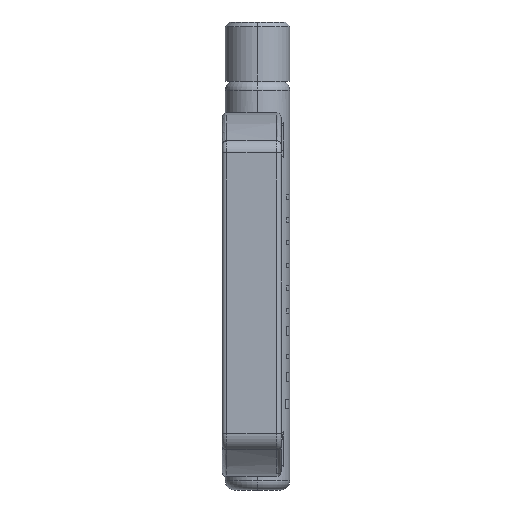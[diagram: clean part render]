
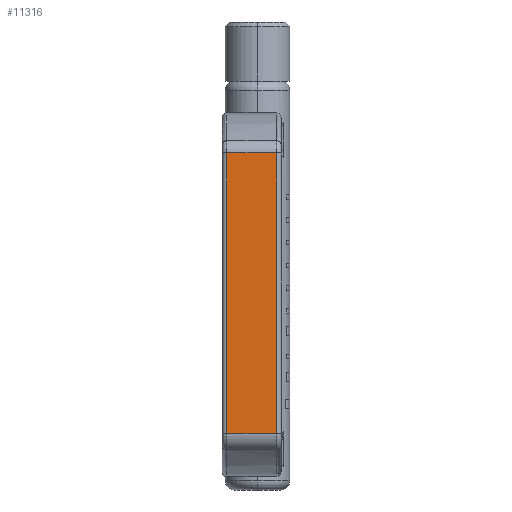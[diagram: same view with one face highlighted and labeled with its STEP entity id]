
A CAD part, left-side view. The second image highlights one B-rep face of the part: STEP entity #11316.
In plain terms, the highlighted planar face has unit normal (-1, 0, 0).
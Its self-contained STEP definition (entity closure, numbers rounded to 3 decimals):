
#373 = CARTESIAN_POINT ( 'NONE',  ( -52.1, 7.8, 0. ) ) ;
#379 = EDGE_CURVE ( 'NONE', #13422, #1698, #17195, .T. ) ;
#535 = VECTOR ( 'NONE', #12593, 1000. ) ;
#1177 = FACE_OUTER_BOUND ( 'NONE', #18449, .T. ) ;
#1453 = EDGE_CURVE ( 'NONE', #13127, #1698, #6575, .T. ) ;
#1698 = VERTEX_POINT ( 'NONE', #16224 ) ;
#2315 = CARTESIAN_POINT ( 'NONE',  ( -52.1, 7.8, 12.44 ) ) ;
#2595 = DIRECTION ( 'NONE',  ( 0., -1., 0. ) ) ;
#3439 = DIRECTION ( 'NONE',  ( 0., 0., -1. ) ) ;
#3627 = CARTESIAN_POINT ( 'NONE',  ( -52.1, 7.8, 74.18 ) ) ;
#4252 = ORIENTED_EDGE ( 'NONE', *, *, #9564, .T. ) ;
#5077 = VERTEX_POINT ( 'NONE', #12835 ) ;
#6201 = PLANE ( 'NONE',  #11997 ) ;
#6243 = VECTOR ( 'NONE', #2595, 1000. ) ;
#6575 = LINE ( 'NONE', #3627, #535 ) ;
#7649 = CARTESIAN_POINT ( 'NONE',  ( -52.1, 6.8, 74.18 ) ) ;
#9564 = EDGE_CURVE ( 'NONE', #5077, #13422, #10094, .T. ) ;
#10094 = LINE ( 'NONE', #2315, #6243 ) ;
#10733 = DIRECTION ( 'NONE',  ( 1., 0., 0. ) ) ;
#11173 = CARTESIAN_POINT ( 'NONE',  ( -52.1, -4.2, 0. ) ) ;
#11316 = ADVANCED_FACE ( 'NONE', ( #1177 ), #6201, .F. ) ;
#11997 = AXIS2_PLACEMENT_3D ( 'NONE', #373, #10733, #3439 ) ;
#12260 = LINE ( 'NONE', #15042, #14674 ) ;
#12593 = DIRECTION ( 'NONE',  ( 0., -1., 0. ) ) ;
#12835 = CARTESIAN_POINT ( 'NONE',  ( -52.1, 6.8, 12.44 ) ) ;
#13098 = ORIENTED_EDGE ( 'NONE', *, *, #1453, .F. ) ;
#13127 = VERTEX_POINT ( 'NONE', #7649 ) ;
#13422 = VERTEX_POINT ( 'NONE', #14702 ) ;
#13545 = ORIENTED_EDGE ( 'NONE', *, *, #379, .T. ) ;
#14232 = DIRECTION ( 'NONE',  ( 0., 0., 1. ) ) ;
#14674 = VECTOR ( 'NONE', #16609, 1000. ) ;
#14702 = CARTESIAN_POINT ( 'NONE',  ( -52.1, -4.2, 12.44 ) ) ;
#15042 = CARTESIAN_POINT ( 'NONE',  ( -52.1, 6.8, 12.44 ) ) ;
#15783 = ORIENTED_EDGE ( 'NONE', *, *, #18716, .T. ) ;
#16224 = CARTESIAN_POINT ( 'NONE',  ( -52.1, -4.2, 74.18 ) ) ;
#16609 = DIRECTION ( 'NONE',  ( 0., 0., -1. ) ) ;
#17195 = LINE ( 'NONE', #11173, #18745 ) ;
#18449 = EDGE_LOOP ( 'NONE', ( #13098, #15783, #4252, #13545 ) ) ;
#18716 = EDGE_CURVE ( 'NONE', #13127, #5077, #12260, .T. ) ;
#18745 = VECTOR ( 'NONE', #14232, 1000. ) ;
